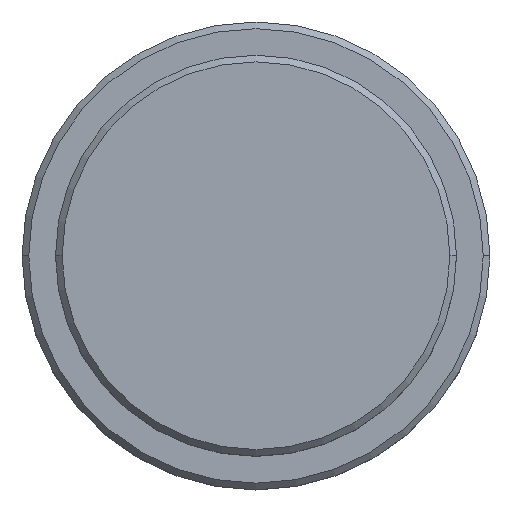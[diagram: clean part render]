
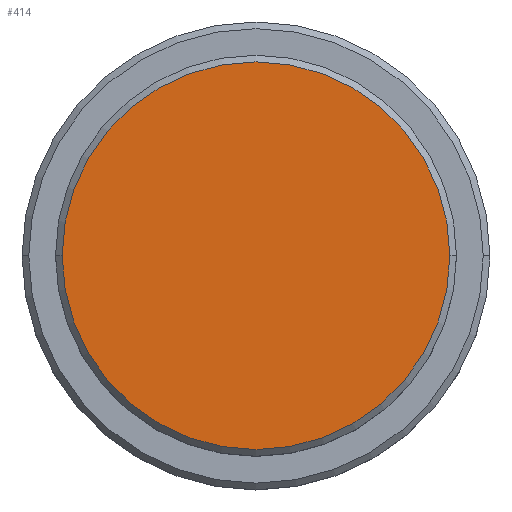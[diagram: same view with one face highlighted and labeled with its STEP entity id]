
A CAD part, top view. The second image highlights one B-rep face of the part: STEP entity #414.
In plain terms, the highlighted planar face has unit normal (0, 0, 1).
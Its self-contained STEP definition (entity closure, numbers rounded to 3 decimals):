
#44 = CIRCLE ( 'NONE', #1345, 14.5 ) ;
#182 = VERTEX_POINT ( 'NONE', #506 ) ;
#279 = CIRCLE ( 'NONE', #1094, 14.5 ) ;
#296 = DIRECTION ( 'NONE',  ( 1., 0., 0. ) ) ;
#393 = DIRECTION ( 'NONE',  ( 0., 0., 1. ) ) ;
#414 = ADVANCED_FACE ( 'NONE', ( #713 ), #927, .T. ) ;
#458 = EDGE_CURVE ( 'NONE', #491, #182, #279, .T. ) ;
#491 = VERTEX_POINT ( 'NONE', #1347 ) ;
#506 = CARTESIAN_POINT ( 'NONE',  ( -14.5, 0., 0. ) ) ;
#515 = ORIENTED_EDGE ( 'NONE', *, *, #580, .T. ) ;
#580 = EDGE_CURVE ( 'NONE', #182, #491, #44, .T. ) ;
#583 = CARTESIAN_POINT ( 'NONE',  ( 0., 0., 0. ) ) ;
#713 = FACE_OUTER_BOUND ( 'NONE', #973, .T. ) ;
#738 = CARTESIAN_POINT ( 'NONE',  ( 0., 0., 0. ) ) ;
#787 = CARTESIAN_POINT ( 'NONE',  ( 0., 0., 0. ) ) ;
#807 = ORIENTED_EDGE ( 'NONE', *, *, #458, .T. ) ;
#828 = AXIS2_PLACEMENT_3D ( 'NONE', #787, #1024, #1032 ) ;
#916 = DIRECTION ( 'NONE',  ( 0., 0., 1. ) ) ;
#927 = PLANE ( 'NONE',  #828 ) ;
#973 = EDGE_LOOP ( 'NONE', ( #515, #807 ) ) ;
#1017 = DIRECTION ( 'NONE',  ( 1., 0., 0. ) ) ;
#1024 = DIRECTION ( 'NONE',  ( 0., 0., 1. ) ) ;
#1032 = DIRECTION ( 'NONE',  ( 1., 0., 0. ) ) ;
#1094 = AXIS2_PLACEMENT_3D ( 'NONE', #583, #916, #1017 ) ;
#1345 = AXIS2_PLACEMENT_3D ( 'NONE', #738, #393, #296 ) ;
#1347 = CARTESIAN_POINT ( 'NONE',  ( 14.5, 0., 0. ) ) ;
